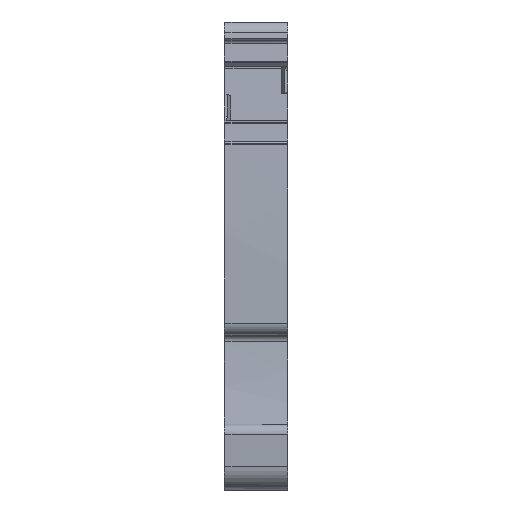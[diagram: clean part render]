
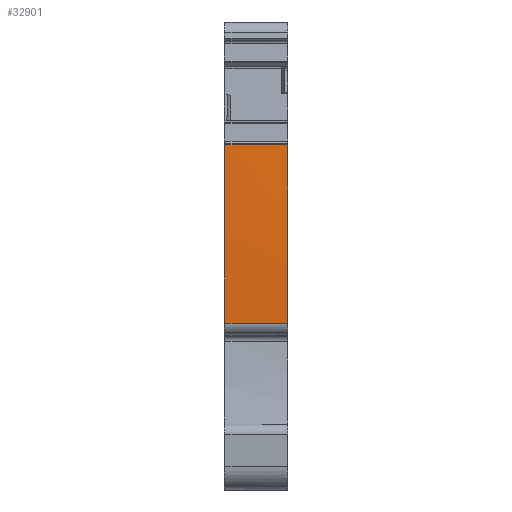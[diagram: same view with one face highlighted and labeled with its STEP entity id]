
A CAD part, front view. The second image highlights one B-rep face of the part: STEP entity #32901.
In plain terms, the highlighted cylindrical face has radius 154.9 mm (diameter 309.8 mm), a partial arc.
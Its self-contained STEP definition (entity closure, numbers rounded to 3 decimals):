
#32873=AXIS2_PLACEMENT_3D('Cylinder Axis2P3D',#32870,#32871,#32872) ;
#32884=AXIS2_PLACEMENT_3D('Circle Axis2P3D',#32882,#32883,$) ;
#32891=AXIS2_PLACEMENT_3D('Circle Axis2P3D',#32889,#32890,$) ;
#25775=CARTESIAN_POINT('Vertex',(0.05,1.529,13.427)) ;
#25819=CARTESIAN_POINT('Control Point',(0.05,1.858,27.772)) ;
#25820=CARTESIAN_POINT('Control Point',(0.05,1.659,24.908)) ;
#25821=CARTESIAN_POINT('Control Point',(0.05,1.527,22.039)) ;
#25822=CARTESIAN_POINT('Control Point',(0.05,1.461,19.168)) ;
#25823=CARTESIAN_POINT('Control Point',(0.05,1.462,16.297)) ;
#25824=CARTESIAN_POINT('Control Point',(0.05,1.529,13.427)) ;
#25825=CARTESIAN_POINT('Vertex',(0.05,1.858,27.772)) ;
#32843=CARTESIAN_POINT('Line Origine',(2.55,1.529,13.427)) ;
#32847=CARTESIAN_POINT('Vertex',(5.1,1.529,13.427)) ;
#32870=CARTESIAN_POINT('Axis2P3D Location',(2.55,156.386,17.05)) ;
#32875=CARTESIAN_POINT('Line Origine',(2.55,1.858,27.772)) ;
#32879=CARTESIAN_POINT('Vertex',(5.1,1.858,27.772)) ;
#32882=CARTESIAN_POINT('Axis2P3D Location',(5.1,156.386,17.05)) ;
#32886=CARTESIAN_POINT('Vertex',(5.1,1.528,13.45)) ;
#32889=CARTESIAN_POINT('Axis2P3D Location',(5.1,156.386,17.05)) ;
#32844=DIRECTION('Vector Direction',(1.,0.,0.)) ;
#32871=DIRECTION('Axis2P3D Direction',(1.,0.,0.)) ;
#32872=DIRECTION('Axis2P3D XDirection',(0.,-0.992,0.127)) ;
#32876=DIRECTION('Vector Direction',(1.,0.,0.)) ;
#32883=DIRECTION('Axis2P3D Direction',(1.,0.,0.)) ;
#32890=DIRECTION('Axis2P3D Direction',(1.,0.,0.)) ;
#32845=VECTOR('Line Direction',#32844,1.) ;
#32877=VECTOR('Line Direction',#32876,1.) ;
#32895=ORIENTED_EDGE('',*,*,#32881,.F.) ;
#32896=ORIENTED_EDGE('',*,*,#25827,.F.) ;
#32897=ORIENTED_EDGE('',*,*,#32849,.T.) ;
#32898=ORIENTED_EDGE('',*,*,#32888,.F.) ;
#32899=ORIENTED_EDGE('',*,*,#32893,.F.) ;
#32901=ADVANCED_FACE('PartBody',(#32900),#32874,.T.) ;
#25818=B_SPLINE_CURVE_WITH_KNOTS('',5,(#25819,#25820,#25821,#25822,#25823,#25824),.UNSPECIFIED.,.F.,.U.,(6,6),(85.781,100.135),.UNSPECIFIED.) ;
#32885=CIRCLE('generated circle',#32884,154.9) ;
#32892=CIRCLE('generated circle',#32891,154.9) ;
#32874=CYLINDRICAL_SURFACE('generated cylinder',#32873,154.9) ;
#25827=EDGE_CURVE('',#25776,#25826,#25818,.F.) ;
#32849=EDGE_CURVE('',#25776,#32848,#32846,.T.) ;
#32881=EDGE_CURVE('',#25826,#32880,#32878,.T.) ;
#32888=EDGE_CURVE('',#32887,#32848,#32885,.T.) ;
#32893=EDGE_CURVE('',#32880,#32887,#32892,.T.) ;
#32894=EDGE_LOOP('',(#32895,#32896,#32897,#32898,#32899)) ;
#32900=FACE_OUTER_BOUND('',#32894,.T.) ;
#32846=LINE('Line',#32843,#32845) ;
#32878=LINE('Line',#32875,#32877) ;
#25776=VERTEX_POINT('',#25775) ;
#25826=VERTEX_POINT('',#25825) ;
#32848=VERTEX_POINT('',#32847) ;
#32880=VERTEX_POINT('',#32879) ;
#32887=VERTEX_POINT('',#32886) ;
